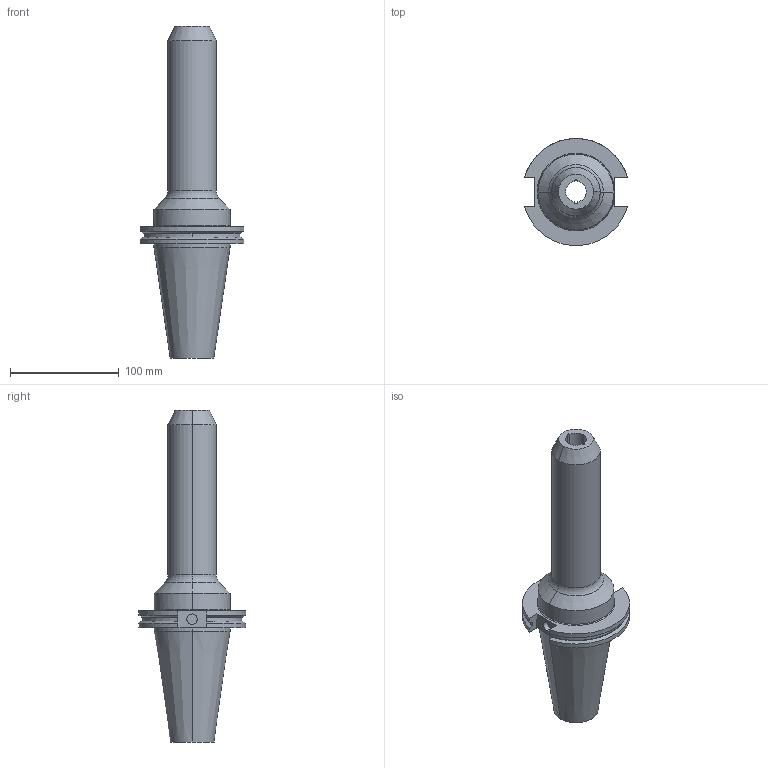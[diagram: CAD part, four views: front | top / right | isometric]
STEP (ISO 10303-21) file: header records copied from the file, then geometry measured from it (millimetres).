
FILE_DESCRIPTION (( 'STEP AP203' ), '1' );
FILE_NAME ('STP-SATE-22941-8B.STEP', '2018-08-27T02:28:38', ( '' ), ( '' ), 'SwSTEP 2.0', 'SolidWorks 2015', '' );
FILE_SCHEMA (( 'CONFIG_CONTROL_DESIGN' ));
Length unit declared in the file: millimetre
Products named in the file (1): STP-SATE-22941-8B
Bounding box: 94.95 x 98.24 x 304.8 mm (x, y, z)
Volume: 585149 mm3; surface area: 81959.4 mm2
Topology: 1 solids, 1 shells, 69 faces, 170 edges, 108 vertices
Faces by surface type: cylinder 32, plane 18, cone 15, torus 2, bspline 2
Entity records: 2673 total; most frequent: CARTESIAN_POINT 911, DIRECTION 379, ORIENTED_EDGE 340, EDGE_CURVE 170, AXIS2_PLACEMENT_3D 152, VERTEX_POINT 108, CIRCLE 84, EDGE_LOOP 76
